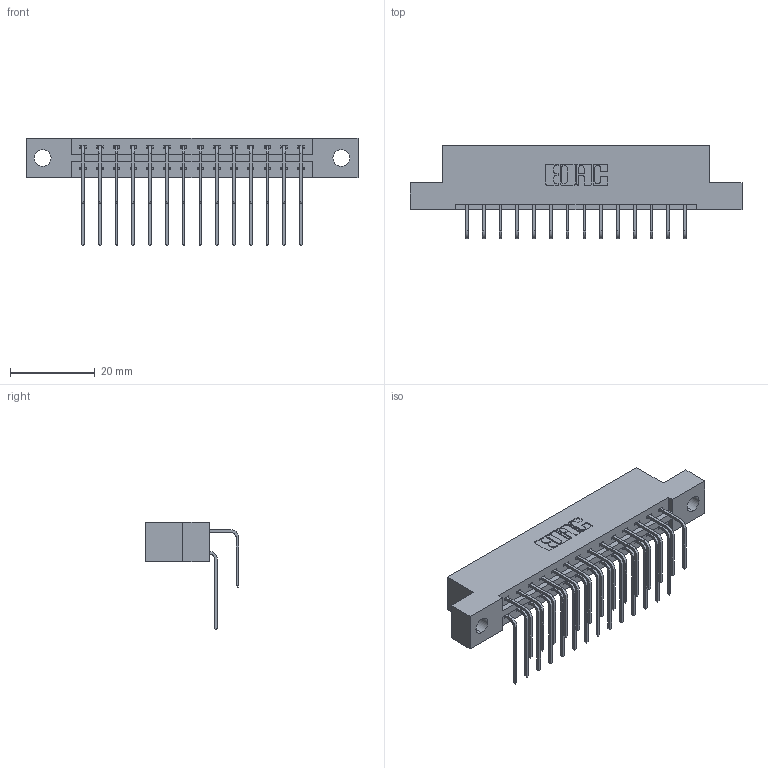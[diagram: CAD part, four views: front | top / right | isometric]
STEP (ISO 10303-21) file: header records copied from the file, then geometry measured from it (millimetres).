
FILE_DESCRIPTION (( 'STEP AP203' ), '1' );
FILE_NAME ('387-028-558-204.STEP', '2019-10-16T22:57:39', ( '' ), ( '' ), 'SwSTEP 2.0', 'SolidWorks 2016', '' );
FILE_SCHEMA (( 'CONFIG_CONTROL_DESIGN' ));
Length unit declared in the file: inch
Products named in the file (4): 387-028-558-204; 337 Part_Flush Mounting Lugs - 0.156 Dia-TH; 345-292-001_558 559 Tail - 1; 345-292-001_558 Tail - 2
Assembly tree (29 placements, depth 2):
  387-028-558-204
    337 Part_Flush Mounting Lugs - 0.156 Dia-TH
    345-292-001_558 559 Tail - 1  x14
    345-292-001_558 Tail - 2  x14
Bounding box: 78.49 x 22.17 x 25.53 mm (x, y, z)
Volume: 7972.4 mm3; surface area: 9349.3 mm2
Topology: 29 solids, 29 shells, 1682 faces, 4987 edges, 3286 vertices
Faces by surface type: plane 1190, cylinder 492
Entity records: 16263 total; most frequent: CARTESIAN_POINT 2809, ORIENTED_EDGE 2694, DIRECTION 2423, EDGE_CURVE 1347, LINE 1179, VECTOR 1179, VERTEX_POINT 894, AXIS2_PLACEMENT_3D 622
